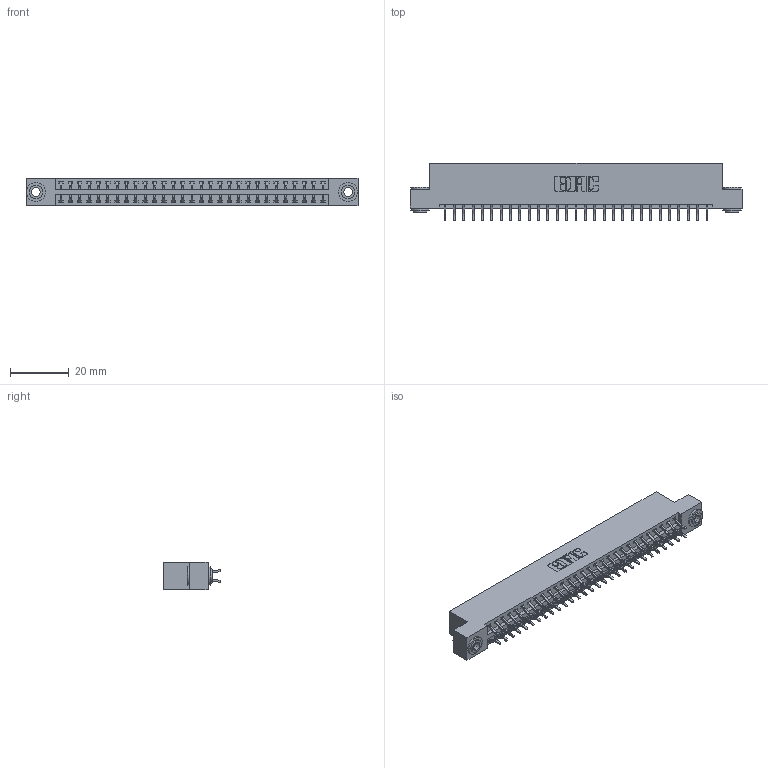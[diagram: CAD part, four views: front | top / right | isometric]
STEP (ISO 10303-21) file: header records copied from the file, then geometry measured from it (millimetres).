
FILE_DESCRIPTION (( 'STEP AP203' ), '1' );
FILE_NAME ('346-058-556-203.STEP', '2018-08-28T04:34:18', ( '' ), ( '' ), 'SwSTEP 2.0', 'SolidWorks 2016', '' );
FILE_SCHEMA (( 'CONFIG_CONTROL_DESIGN' ));
Length unit declared in the file: inch
Products named in the file (4): 345-250-002_345-250-002-102; 346-058-556-203; 346 Part_Flush Mounting Lugs - 0.156 Dia-TH; 345-292-001_556 Tail
Assembly tree (61 placements, depth 2):
  346-058-556-203
    346 Part_Flush Mounting Lugs - 0.156 Dia-TH
    345-292-001_556 Tail  x58
    345-250-002_345-250-002-102  x2
Bounding box: 112.65 x 19.57 x 9.4 mm (x, y, z)
Volume: 10900.8 mm3; surface area: 14939.9 mm2
Topology: 61 solids, 61 shells, 3524 faces, 10439 edges, 6878 vertices
Faces by surface type: plane 2348, cylinder 1168, cone 8
Entity records: 21546 total; most frequent: CARTESIAN_POINT 3559, ORIENTED_EDGE 3474, DIRECTION 3207, EDGE_CURVE 1737, LINE 1457, VECTOR 1457, VERTEX_POINT 1154, AXIS2_PLACEMENT_3D 875
